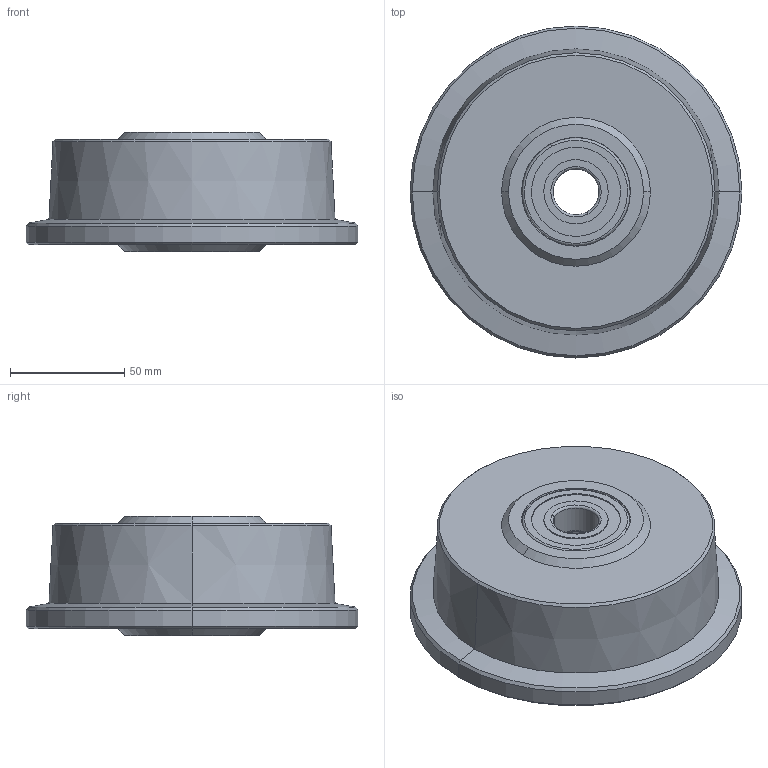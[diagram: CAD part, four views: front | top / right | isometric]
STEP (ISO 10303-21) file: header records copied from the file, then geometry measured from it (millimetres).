
FILE_DESCRIPTION (( 'STEP AP214' ), '1' );
FILE_NAME ('0033613.step', '2021-11-15T13:17:38', ( '' ), ( '' ), 'SwSTEP 2.0', 'SolidWorks 2020', '' );
FILE_SCHEMA (( 'AUTOMOTIVE_DESIGN' ));
Length unit declared in the file: millimetre
Products named in the file (1): 0033613
Bounding box: 145 x 145 x 52.1 mm (x, y, z)
Volume: 571396.8 mm3; surface area: 84527.2 mm2
Topology: 14 solids, 14 shells, 142 faces, 284 edges, 170 vertices
Faces by surface type: cylinder 56, torus 36, plane 32, cone 18
Entity records: 5483 total; most frequent: DIRECTION 768, CARTESIAN_POINT 597, ORIENTED_EDGE 568, AXIS2_PLACEMENT_3D 341, EDGE_CURVE 284, CIRCLE 198, VERTEX_POINT 170, EDGE_LOOP 166
